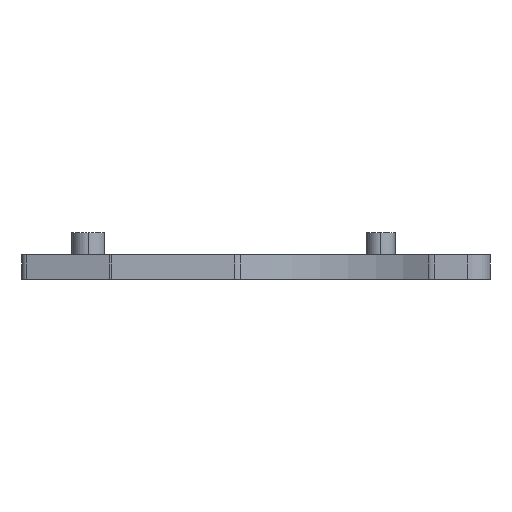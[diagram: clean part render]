
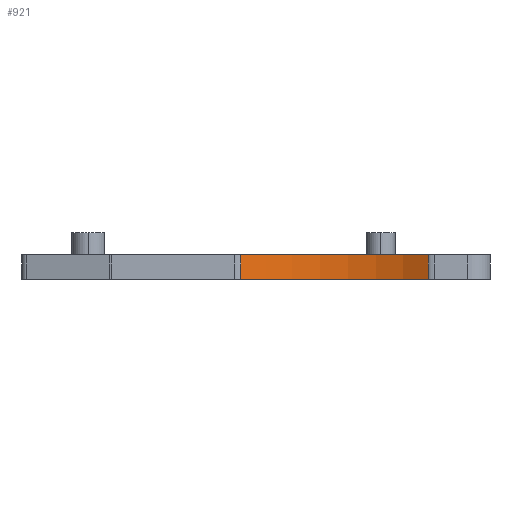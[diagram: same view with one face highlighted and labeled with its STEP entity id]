
A CAD part, left-side view. The second image highlights one B-rep face of the part: STEP entity #921.
In plain terms, the highlighted cylindrical face has radius 16 mm (diameter 32 mm), a partial arc.
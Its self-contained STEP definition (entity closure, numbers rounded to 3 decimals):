
#24=CARTESIAN_POINT('',(-192.691,37.5,0.));
#25=DIRECTION('',(0.,0.,-1.));
#26=DIRECTION('',(0.847,0.531,0.));
#27=AXIS2_PLACEMENT_3D('',#24,#25,#26);
#199=DIRECTION('',(0.,0.,1.));
#200=VECTOR('',#199,2.2);
#201=CARTESIAN_POINT('',(-179.138,28.996,0.));
#202=LINE('',#201,#200);
#203=DIRECTION('',(0.,0.,1.));
#204=VECTOR('',#203,2.2);
#205=CARTESIAN_POINT('',(-179.138,46.004,0.));
#206=LINE('',#205,#204);
#318=CARTESIAN_POINT('',(-192.691,37.5,2.2));
#319=DIRECTION('',(0.,0.,-1.));
#320=DIRECTION('',(0.847,0.531,0.));
#321=AXIS2_PLACEMENT_3D('',#318,#319,#320);
#435=CARTESIAN_POINT('',(-179.138,46.004,0.));
#436=VERTEX_POINT('',#435);
#437=CARTESIAN_POINT('',(-179.138,28.996,0.));
#438=VERTEX_POINT('',#437);
#487=CARTESIAN_POINT('',(-179.138,46.004,2.2));
#488=VERTEX_POINT('',#487);
#489=CARTESIAN_POINT('',(-179.138,28.996,2.2));
#490=VERTEX_POINT('',#489);
#908=CARTESIAN_POINT('',(-192.691,37.5,0.));
#909=DIRECTION('',(0.,0.,1.));
#910=DIRECTION('',(1.,0.,0.));
#911=AXIS2_PLACEMENT_3D('',#908,#909,#910);
#912=CYLINDRICAL_SURFACE('',#911,16.);
#913=ORIENTED_EDGE('',*,*,#568,.F.);
#915=ORIENTED_EDGE('',*,*,#914,.T.);
#917=ORIENTED_EDGE('',*,*,#916,.T.);
#918=ORIENTED_EDGE('',*,*,#900,.F.);
#919=EDGE_LOOP('',(#913,#915,#917,#918));
#920=FACE_OUTER_BOUND('',#919,.F.);
#921=ADVANCED_FACE('',(#920),#912,.F.);
#28=CIRCLE('',#27,16.);
#322=CIRCLE('',#321,16.);
#568=EDGE_CURVE('',#436,#438,#28,.T.);
#900=EDGE_CURVE('',#438,#490,#202,.T.);
#914=EDGE_CURVE('',#436,#488,#206,.T.);
#916=EDGE_CURVE('',#488,#490,#322,.T.);
